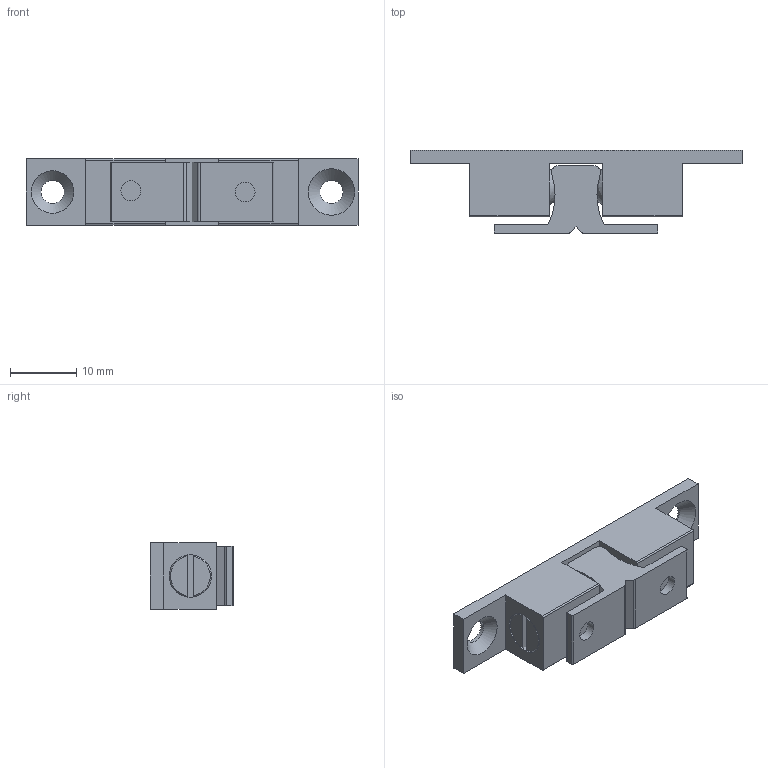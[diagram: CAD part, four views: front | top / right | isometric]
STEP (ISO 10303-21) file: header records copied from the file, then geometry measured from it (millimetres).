
FILE_DESCRIPTION((''),'2;1');
FILE_NAME('620009.iam.stp','2010-09-05T10:35:04',(''),(''),'Autodesk Inventor 2010','Autodesk Inventor 2010','');
FILE_SCHEMA(('AUTOMOTIVE_DESIGN { 1 0 10303 214 1 1 1 1 }'));
Length unit declared in the file: millimetre
Products named in the file (5): 620009; 620009-2; 620009-1; 620009-3; Kulička 6_2
Assembly tree (6 placements, depth 2):
  620009
    620009-2
    620009-1
    620009-3  x2
    Kulička 6_2  x2
Bounding box: 50 x 12.5 x 10 mm (x, y, z)
Volume: 3366.1 mm3; surface area: 3648.5 mm2
Topology: 6 solids, 6 shells, 73 faces, 189 edges, 126 vertices
Faces by surface type: plane 37, cylinder 16, bspline 12, cone 6, sphere 2
Full cylindrical faces by diameter (mm): 7 x2
Entity records: 2130 total; most frequent: CARTESIAN_POINT 505, DIRECTION 317, ORIENTED_EDGE 288, EDGE_CURVE 144, AXIS2_PLACEMENT_3D 116, VERTEX_POINT 104, EDGE_LOOP 88, VECTOR 85
